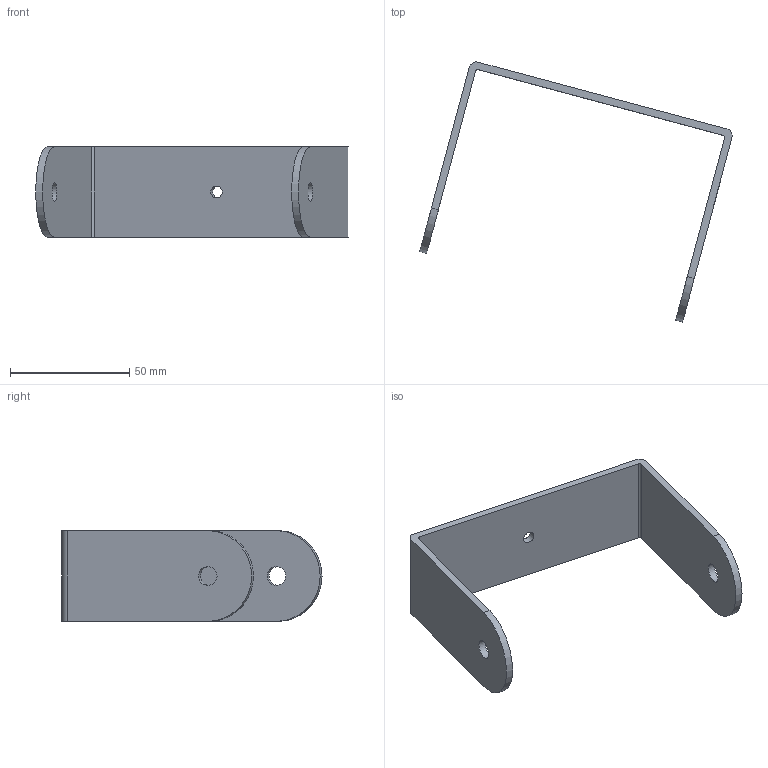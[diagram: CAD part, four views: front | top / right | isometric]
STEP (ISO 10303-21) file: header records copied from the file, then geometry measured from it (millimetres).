
FILE_DESCRIPTION(/* description */ (''),/* implementation_level */ '2;1');
FILE_NAME(/* name */ 'Q_blower_MK1_HANDLE_U.step',/* time_stamp */ '2024-10-31T21:18:00+01:00',/* author */ (''),/* organization */ (''),/* preprocessor_version */ 'ST-DEVELOPER v20',/* originating_system */ 'Autodesk Translation Framework v13.20.0.188',/* authorisation */ '');
FILE_SCHEMA (('AUTOMOTIVE_DESIGN { 1 0 10303 214 3 1 1 }'));
Length unit declared in the file: millimetre
Products named in the file (1): FusionComponent
Bounding box: 131.25 x 109.26 x 38.1 mm (x, y, z)
Volume: 29970.6 mm3; surface area: 21906.5 mm2
Topology: 1 solids, 1 shells, 17 faces, 45 edges, 30 vertices
Faces by surface type: cylinder 9, plane 8
Full cylindrical faces by diameter (mm): 5 x1, 8 x2
Entity records: 582 total; most frequent: DIRECTION 99, CARTESIAN_POINT 93, ORIENTED_EDGE 90, EDGE_CURVE 45, AXIS2_PLACEMENT_3D 36, VERTEX_POINT 30, LINE 27, VECTOR 27
